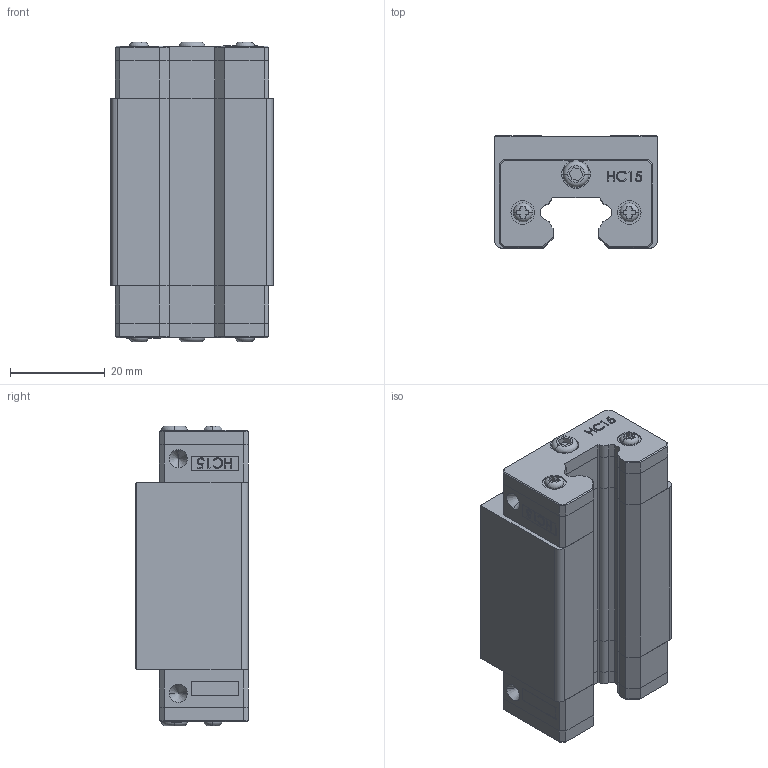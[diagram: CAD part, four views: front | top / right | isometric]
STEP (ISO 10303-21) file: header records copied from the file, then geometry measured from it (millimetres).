
FILE_DESCRIPTION (( 'STEP AP214' ), '1' );
FILE_NAME ('HGH15CC.STEP', '2019-04-28T23:05:02', ( '' ), ( '' ), 'SwSTEP 2.0', 'SolidWorks 2019', '' );
FILE_SCHEMA (( 'AUTOMOTIVE_DESIGN' ));
Length unit declared in the file: millimetre
Products named in the file (4): HGW15CC3; HGH15CC1; HGH15CC; HGW15CC2
Assembly tree (5 placements, depth 2):
  HGH15CC
    HGH15CC1
    HGW15CC2  x2
    HGW15CC3  x2
Bounding box: 34.2 x 23.7 x 63.2 mm (x, y, z)
Volume: 36759.4 mm3; surface area: 13910 mm2
Topology: 5 solids, 5 shells, 713 faces, 1887 edges, 1242 vertices
Faces by surface type: plane 502, bspline 129, cylinder 54, cone 16, torus 12
Entity records: 22666 total; most frequent: CARTESIAN_POINT 9114, ORIENTED_EDGE 2474, DIRECTION 1883, EDGE_CURVE 1237, VECTOR 917, LINE 917, VERTEX_POINT 814, EDGE_LOOP 509
